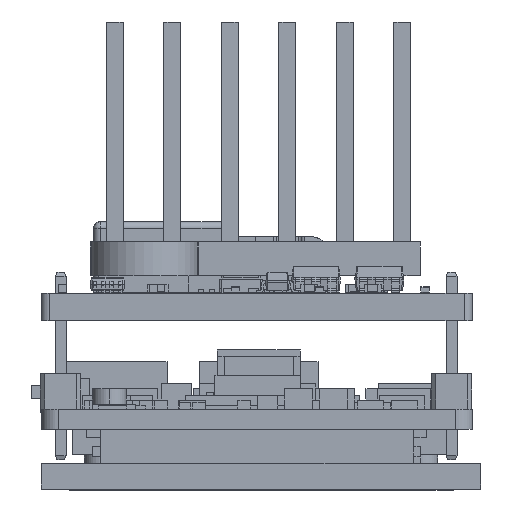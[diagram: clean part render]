
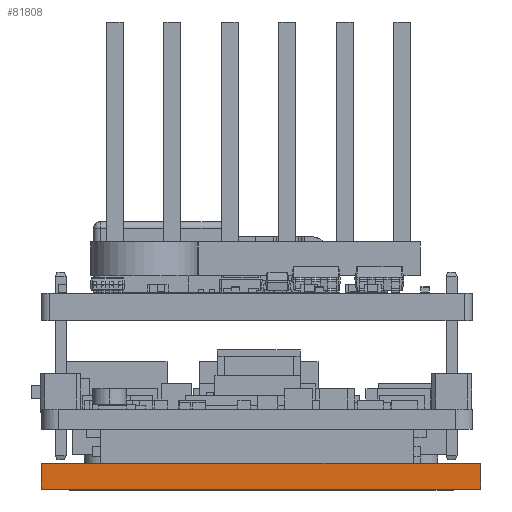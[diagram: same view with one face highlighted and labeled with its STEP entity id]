
A CAD part, left-side view. The second image highlights one B-rep face of the part: STEP entity #81808.
In plain terms, the highlighted face is planar.
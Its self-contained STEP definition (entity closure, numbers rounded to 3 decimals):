
#81738 = EDGE_CURVE('',#81739,#81741,#81743,.T.);
#81739 = VERTEX_POINT('',#81740);
#81740 = CARTESIAN_POINT('',(-26.443,26.078,57.682)
  );
#81741 = VERTEX_POINT('',#81742);
#81742 = CARTESIAN_POINT('',(-0.493,26.072,57.682)
  );
#81743 = LINE('',#81744,#81745);
#81744 = CARTESIAN_POINT('',(-26.443,26.078,57.682)
  );
#81745 = VECTOR('',#81746,1.);
#81746 = DIRECTION('',(1.,0.,
    0.));
#81808 = ADVANCED_FACE('',(#81809),#81834,.F.);
#81809 = FACE_BOUND('',#81810,.T.);
#81810 = EDGE_LOOP('',(#81811,#81821,#81827,#81828));
#81811 = ORIENTED_EDGE('',*,*,#81812,.T.);
#81812 = EDGE_CURVE('',#81813,#81815,#81817,.T.);
#81813 = VERTEX_POINT('',#81814);
#81814 = CARTESIAN_POINT('',(-26.443,26.078,59.212)
  );
#81815 = VERTEX_POINT('',#81816);
#81816 = CARTESIAN_POINT('',(-0.493,26.072,59.212)
  );
#81817 = LINE('',#81818,#81819);
#81818 = CARTESIAN_POINT('',(-26.443,26.078,59.212)
  );
#81819 = VECTOR('',#81820,1.);
#81820 = DIRECTION('',(1.,0.,
    0.));
#81821 = ORIENTED_EDGE('',*,*,#81822,.F.);
#81822 = EDGE_CURVE('',#81741,#81815,#81823,.T.);
#81823 = LINE('',#81824,#81825);
#81824 = CARTESIAN_POINT('',(-0.493,26.072,57.682)
  );
#81825 = VECTOR('',#81826,1.);
#81826 = DIRECTION('',(0.,0.,1.));
#81827 = ORIENTED_EDGE('',*,*,#81738,.F.);
#81828 = ORIENTED_EDGE('',*,*,#81829,.T.);
#81829 = EDGE_CURVE('',#81739,#81813,#81830,.T.);
#81830 = LINE('',#81831,#81832);
#81831 = CARTESIAN_POINT('',(-26.443,26.078,57.682)
  );
#81832 = VECTOR('',#81833,1.);
#81833 = DIRECTION('',(0.,0.,1.));
#81834 = PLANE('',#81835);
#81835 = AXIS2_PLACEMENT_3D('',#81836,#81837,#81838);
#81836 = CARTESIAN_POINT('',(-26.443,26.078,57.682)
  );
#81837 = DIRECTION('',(0.,-1.,
    0.));
#81838 = DIRECTION('',(0.,0.,-1.));
